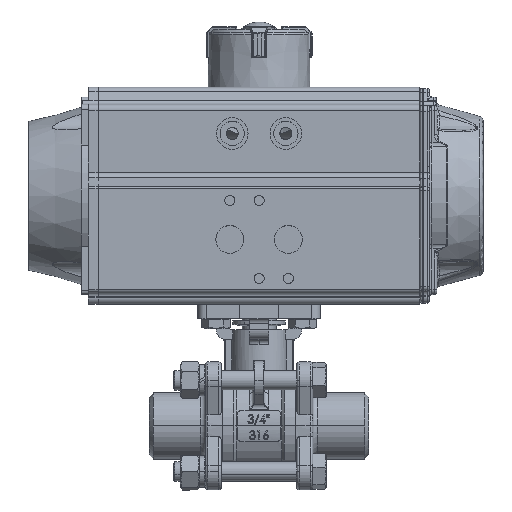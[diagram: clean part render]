
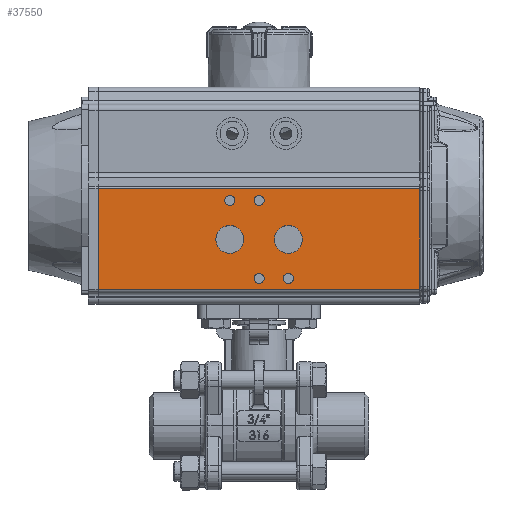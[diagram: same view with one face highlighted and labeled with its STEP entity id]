
A CAD part, top view. The second image highlights one B-rep face of the part: STEP entity #37550.
In plain terms, the highlighted face is planar.
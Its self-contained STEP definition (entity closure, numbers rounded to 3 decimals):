
#1546=PLANE('',#41578);
#3582=B_SPLINE_CURVE_WITH_KNOTS('',3,(#97786,#97787,#97788,#97789),
 .UNSPECIFIED.,.F.,.F.,(4,4),(0.,1.),.UNSPECIFIED.);
#3586=B_SPLINE_CURVE_WITH_KNOTS('',3,(#98038,#98039,#98040,#98041),
 .UNSPECIFIED.,.F.,.F.,(4,4),(0.,1.),
 .UNSPECIFIED.);
#5240=CIRCLE('',#41474,5.723);
#5242=CIRCLE('',#41477,5.723);
#5244=CIRCLE('',#41480,2.067);
#5246=CIRCLE('',#41483,2.067);
#5248=CIRCLE('',#41486,2.067);
#5250=CIRCLE('',#41489,2.067);
#16097=ORIENTED_EDGE('',*,*,#21562,.F.);
#16098=ORIENTED_EDGE('',*,*,#21633,.T.);
#16099=ORIENTED_EDGE('',*,*,#21607,.T.);
#16100=ORIENTED_EDGE('',*,*,#21537,.T.);
#16101=ORIENTED_EDGE('',*,*,#21538,.T.);
#16102=ORIENTED_EDGE('',*,*,#21540,.T.);
#16103=ORIENTED_EDGE('',*,*,#21542,.T.);
#16104=ORIENTED_EDGE('',*,*,#21544,.T.);
#16105=ORIENTED_EDGE('',*,*,#21546,.T.);
#16106=ORIENTED_EDGE('',*,*,#21548,.T.);
#21537=EDGE_CURVE('',#25136,#25139,#3582,.T.);
#21538=EDGE_CURVE('',#25140,#25140,#5240,.F.);
#21540=EDGE_CURVE('',#25142,#25142,#5242,.F.);
#21542=EDGE_CURVE('',#25144,#25144,#5244,.F.);
#21544=EDGE_CURVE('',#25146,#25146,#5246,.F.);
#21546=EDGE_CURVE('',#25148,#25148,#5248,.F.);
#21548=EDGE_CURVE('',#25150,#25150,#5250,.F.);
#21562=EDGE_CURVE('',#25178,#25139,#27147,.T.);
#21607=EDGE_CURVE('',#25222,#25136,#27169,.T.);
#21633=EDGE_CURVE('',#25178,#25222,#3586,.T.);
#25136=VERTEX_POINT('',#97780);
#25139=VERTEX_POINT('',#97785);
#25140=VERTEX_POINT('',#97792);
#25142=VERTEX_POINT('',#97797);
#25144=VERTEX_POINT('',#97802);
#25146=VERTEX_POINT('',#97807);
#25148=VERTEX_POINT('',#97812);
#25150=VERTEX_POINT('',#97817);
#25178=VERTEX_POINT('',#97886);
#25222=VERTEX_POINT('',#97977);
#27147=LINE('',#97887,#29108);
#27169=LINE('',#97976,#29130);
#29108=VECTOR('',#50684,1000.);
#29130=VECTOR('',#50754,1000.);
#31822=EDGE_LOOP('',(#16097,#16098,#16099,#16100));
#31823=EDGE_LOOP('',(#16101));
#31824=EDGE_LOOP('',(#16102));
#31825=EDGE_LOOP('',(#16103));
#31826=EDGE_LOOP('',(#16104));
#31827=EDGE_LOOP('',(#16105));
#31828=EDGE_LOOP('',(#16106));
#34544=FACE_BOUND('',#31822,.T.);
#34545=FACE_BOUND('',#31823,.T.);
#34546=FACE_BOUND('',#31824,.T.);
#34547=FACE_BOUND('',#31825,.T.);
#34548=FACE_BOUND('',#31826,.T.);
#34549=FACE_BOUND('',#31827,.T.);
#34550=FACE_BOUND('',#31828,.T.);
#37550=ADVANCED_FACE('',(#34544,#34545,#34546,#34547,#34548,#34549,#34550),
#1546,.T.);
#41474=AXIS2_PLACEMENT_3D('',#97791,#50572,#50573);
#41477=AXIS2_PLACEMENT_3D('',#97796,#50578,#50579);
#41480=AXIS2_PLACEMENT_3D('',#97801,#50584,#50585);
#41483=AXIS2_PLACEMENT_3D('',#97806,#50590,#50591);
#41486=AXIS2_PLACEMENT_3D('',#97811,#50596,#50597);
#41489=AXIS2_PLACEMENT_3D('',#97816,#50602,#50603);
#41578=AXIS2_PLACEMENT_3D('',#98037,#50825,#50826);
#50572=DIRECTION('',(1.,0.,0.));
#50573=DIRECTION('',(0.,0.,-1.));
#50578=DIRECTION('',(1.,0.,0.));
#50579=DIRECTION('',(0.,0.,-1.));
#50584=DIRECTION('',(1.,0.,0.));
#50585=DIRECTION('',(0.,0.,-1.));
#50590=DIRECTION('',(1.,0.,0.));
#50591=DIRECTION('',(0.,0.,-1.));
#50596=DIRECTION('',(1.,0.,0.));
#50597=DIRECTION('',(0.,0.,-1.));
#50602=DIRECTION('',(1.,0.,0.));
#50603=DIRECTION('',(0.,0.,-1.));
#50684=DIRECTION('',(0.,1.,0.));
#50754=DIRECTION('',(0.,1.,0.));
#50825=DIRECTION('',(1.,0.,0.));
#50826=DIRECTION('',(0.,1.,0.));
#97780=CARTESIAN_POINT('',(47.,2.864,0.));
#97785=CARTESIAN_POINT('',(47.,2.864,132.));
#97786=CARTESIAN_POINT('',(47.,2.864,0.));
#97787=CARTESIAN_POINT('',(47.,2.864,44.));
#97788=CARTESIAN_POINT('',(47.,2.864,88.));
#97789=CARTESIAN_POINT('',(47.,2.864,132.));
#97791=CARTESIAN_POINT('',(47.,-17.971,54.));
#97792=CARTESIAN_POINT('',(47.,-17.971,48.278));
#97796=CARTESIAN_POINT('',(47.,-17.971,78.));
#97797=CARTESIAN_POINT('',(47.,-17.971,72.278));
#97801=CARTESIAN_POINT('',(47.,-33.971,54.));
#97802=CARTESIAN_POINT('',(47.,-33.971,51.933));
#97806=CARTESIAN_POINT('',(47.,-1.971,78.));
#97807=CARTESIAN_POINT('',(47.,-1.971,75.933));
#97811=CARTESIAN_POINT('',(47.,-1.971,66.));
#97812=CARTESIAN_POINT('',(47.,-1.971,63.933));
#97816=CARTESIAN_POINT('',(47.,-33.971,66.));
#97817=CARTESIAN_POINT('',(47.,-33.971,63.933));
#97886=CARTESIAN_POINT('',(47.,-38.493,132.));
#97887=CARTESIAN_POINT('',(47.,-2.42,132.));
#97976=CARTESIAN_POINT('',(47.,-38.493,0.));
#97977=CARTESIAN_POINT('',(47.,-38.493,0.));
#98037=CARTESIAN_POINT('',(47.,-38.493,0.));
#98038=CARTESIAN_POINT('',(47.,-38.493,132.));
#98039=CARTESIAN_POINT('',(47.,-38.493,88.));
#98040=CARTESIAN_POINT('',(47.,-38.493,44.));
#98041=CARTESIAN_POINT('',(47.,-38.493,0.));
